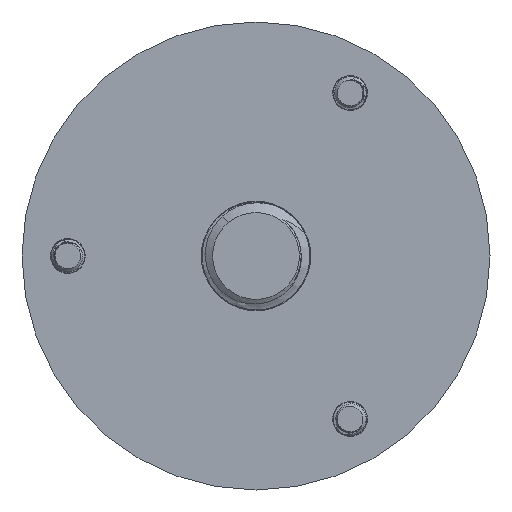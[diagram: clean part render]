
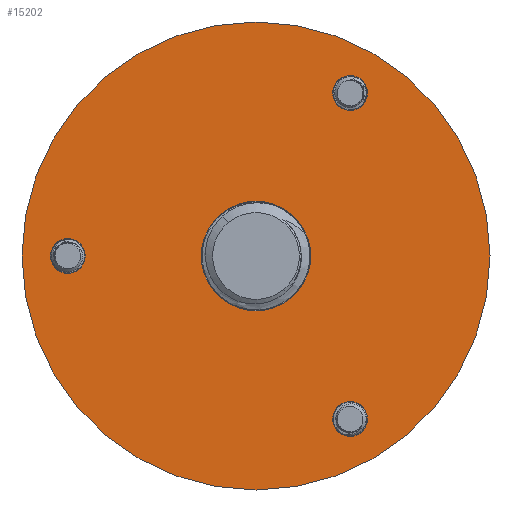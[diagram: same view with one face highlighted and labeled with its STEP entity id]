
A CAD part, front view. The second image highlights one B-rep face of the part: STEP entity #15202.
In plain terms, the highlighted planar face has unit normal (0, -1, 0).
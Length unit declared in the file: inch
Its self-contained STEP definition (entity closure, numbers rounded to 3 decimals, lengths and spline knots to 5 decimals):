
#254 = CARTESIAN_POINT ( 'NONE',  ( 0., 0., -0.32 ) ) ;
#389 = DIRECTION ( 'NONE',  ( 0., 0., 1. ) ) ;
#455 = CARTESIAN_POINT ( 'NONE',  ( 0.55, 0., -0.95263 ) ) ;
#744 = VERTEX_POINT ( 'NONE', #10484 ) ;
#1028 = CARTESIAN_POINT ( 'NONE',  ( 0.55, 0., 0.95263 ) ) ;
#1131 = VERTEX_POINT ( 'NONE', #21289 ) ;
#1214 = FACE_BOUND ( 'NONE', #5712, .T. ) ;
#1297 = DIRECTION ( 'NONE',  ( 0., 1., 0. ) ) ;
#1319 = ORIENTED_EDGE ( 'NONE', *, *, #22060, .T. ) ;
#1620 = CIRCLE ( 'NONE', #3860, 0.32 ) ;
#2156 = CARTESIAN_POINT ( 'NONE',  ( -1.1, 0., 0. ) ) ;
#2903 = DIRECTION ( 'NONE',  ( 0., 0., 1. ) ) ;
#3098 = DIRECTION ( 'NONE',  ( 0., 0., 1. ) ) ;
#3571 = PLANE ( 'NONE',  #15452 ) ;
#3692 = AXIS2_PLACEMENT_3D ( 'NONE', #2156, #4267, #19781 ) ;
#3857 = ORIENTED_EDGE ( 'NONE', *, *, #25106, .F. ) ;
#3860 = AXIS2_PLACEMENT_3D ( 'NONE', #10578, #21424, #25939 ) ;
#4267 = DIRECTION ( 'NONE',  ( 0., 1., 0. ) ) ;
#4627 = EDGE_LOOP ( 'NONE', ( #3857, #18918 ) ) ;
#4796 = EDGE_CURVE ( 'NONE', #11859, #744, #25313, .T. ) ;
#4841 = DIRECTION ( 'NONE',  ( 0., 0., 1. ) ) ;
#5616 = AXIS2_PLACEMENT_3D ( 'NONE', #22200, #24465, #4841 ) ;
#5712 = EDGE_LOOP ( 'NONE', ( #22897, #7110 ) ) ;
#5738 = VERTEX_POINT ( 'NONE', #11752 ) ;
#5963 = CIRCLE ( 'NONE', #3692, 0.1015 ) ;
#6058 = CARTESIAN_POINT ( 'NONE',  ( 0., 0., -1.3675 ) ) ;
#6182 = EDGE_CURVE ( 'NONE', #18910, #19820, #24997, .T. ) ;
#6389 = VERTEX_POINT ( 'NONE', #6058 ) ;
#6866 = DIRECTION ( 'NONE',  ( 0., 1., 0. ) ) ;
#7110 = ORIENTED_EDGE ( 'NONE', *, *, #4796, .T. ) ;
#7568 = FACE_BOUND ( 'NONE', #15571, .T. ) ;
#7838 = DIRECTION ( 'NONE',  ( 0., 1., 0. ) ) ;
#8255 = ORIENTED_EDGE ( 'NONE', *, *, #9868, .T. ) ;
#9441 = CIRCLE ( 'NONE', #13026, 0.1015 ) ;
#9868 = EDGE_CURVE ( 'NONE', #5738, #17286, #27572, .T. ) ;
#10290 = DIRECTION ( 'NONE',  ( 0., 0., 1. ) ) ;
#10484 = CARTESIAN_POINT ( 'NONE',  ( -1.1, 0., 0.1015 ) ) ;
#10578 = CARTESIAN_POINT ( 'NONE',  ( 0., 0., 0. ) ) ;
#10770 = DIRECTION ( 'NONE',  ( 0., 1., 0. ) ) ;
#10901 = AXIS2_PLACEMENT_3D ( 'NONE', #13141, #10770, #19374 ) ;
#11098 = EDGE_CURVE ( 'NONE', #744, #11859, #5963, .T. ) ;
#11500 = CIRCLE ( 'NONE', #5616, 1.3675 ) ;
#11752 = CARTESIAN_POINT ( 'NONE',  ( 0., 0., 0.32 ) ) ;
#11859 = VERTEX_POINT ( 'NONE', #16083 ) ;
#12206 = DIRECTION ( 'NONE',  ( 0., 0., 1. ) ) ;
#12486 = ORIENTED_EDGE ( 'NONE', *, *, #19736, .T. ) ;
#12981 = DIRECTION ( 'NONE',  ( 0., 1., 0. ) ) ;
#13026 = AXIS2_PLACEMENT_3D ( 'NONE', #1028, #1297, #10290 ) ;
#13141 = CARTESIAN_POINT ( 'NONE',  ( 0., 0., 0. ) ) ;
#13846 = DIRECTION ( 'NONE',  ( 0., 0., 1. ) ) ;
#14635 = AXIS2_PLACEMENT_3D ( 'NONE', #26200, #6866, #389 ) ;
#15202 = ADVANCED_FACE ( 'NONE', ( #22650, #26892, #7568, #1214, #20800 ), #3571, .F. ) ;
#15452 = AXIS2_PLACEMENT_3D ( 'NONE', #16707, #7838, #12206 ) ;
#15571 = EDGE_LOOP ( 'NONE', ( #24826, #1319 ) ) ;
#16083 = CARTESIAN_POINT ( 'NONE',  ( -1.1, 0., -0.1015 ) ) ;
#16473 = CIRCLE ( 'NONE', #23253, 0.1015 ) ;
#16609 = CARTESIAN_POINT ( 'NONE',  ( 0., 0., 1.3675 ) ) ;
#16707 = CARTESIAN_POINT ( 'NONE',  ( 0., 0., 0. ) ) ;
#17073 = DIRECTION ( 'NONE',  ( 0., 0., 1. ) ) ;
#17286 = VERTEX_POINT ( 'NONE', #254 ) ;
#17458 = CARTESIAN_POINT ( 'NONE',  ( 0.55, 0., 0.95263 ) ) ;
#17597 = CARTESIAN_POINT ( 'NONE',  ( 0.55, 0., -0.85113 ) ) ;
#17650 = DIRECTION ( 'NONE',  ( 0., 1., 0. ) ) ;
#18679 = CIRCLE ( 'NONE', #14635, 1.3675 ) ;
#18689 = EDGE_CURVE ( 'NONE', #27779, #6389, #11500, .T. ) ;
#18910 = VERTEX_POINT ( 'NONE', #23610 ) ;
#18918 = ORIENTED_EDGE ( 'NONE', *, *, #18689, .F. ) ;
#18928 = ORIENTED_EDGE ( 'NONE', *, *, #6182, .T. ) ;
#19061 = CARTESIAN_POINT ( 'NONE',  ( 0.55, 0., 1.05413 ) ) ;
#19374 = DIRECTION ( 'NONE',  ( 0., 0., 1. ) ) ;
#19490 = CARTESIAN_POINT ( 'NONE',  ( 0.55, 0., -0.95263 ) ) ;
#19736 = EDGE_CURVE ( 'NONE', #17286, #5738, #1620, .T. ) ;
#19781 = DIRECTION ( 'NONE',  ( 0., 0., 1. ) ) ;
#19820 = VERTEX_POINT ( 'NONE', #17597 ) ;
#19885 = EDGE_CURVE ( 'NONE', #26343, #1131, #16473, .T. ) ;
#20123 = DIRECTION ( 'NONE',  ( 0., 1., 0. ) ) ;
#20198 = CARTESIAN_POINT ( 'NONE',  ( -1.1, 0., 0. ) ) ;
#20800 = FACE_OUTER_BOUND ( 'NONE', #4627, .T. ) ;
#21136 = EDGE_LOOP ( 'NONE', ( #27590, #18928 ) ) ;
#21289 = CARTESIAN_POINT ( 'NONE',  ( 0.55, 0., 0.85113 ) ) ;
#21424 = DIRECTION ( 'NONE',  ( 0., 1., 0. ) ) ;
#22060 = EDGE_CURVE ( 'NONE', #1131, #26343, #9441, .T. ) ;
#22200 = CARTESIAN_POINT ( 'NONE',  ( 0., 0., 0. ) ) ;
#22650 = FACE_BOUND ( 'NONE', #27412, .T. ) ;
#22897 = ORIENTED_EDGE ( 'NONE', *, *, #11098, .T. ) ;
#23253 = AXIS2_PLACEMENT_3D ( 'NONE', #17458, #20123, #2903 ) ;
#23512 = AXIS2_PLACEMENT_3D ( 'NONE', #20198, #24588, #13846 ) ;
#23610 = CARTESIAN_POINT ( 'NONE',  ( 0.55, 0., -1.05413 ) ) ;
#24465 = DIRECTION ( 'NONE',  ( 0., 1., 0. ) ) ;
#24561 = AXIS2_PLACEMENT_3D ( 'NONE', #455, #17650, #3098 ) ;
#24588 = DIRECTION ( 'NONE',  ( 0., 1., 0. ) ) ;
#24686 = CIRCLE ( 'NONE', #26918, 0.1015 ) ;
#24826 = ORIENTED_EDGE ( 'NONE', *, *, #19885, .T. ) ;
#24997 = CIRCLE ( 'NONE', #24561, 0.1015 ) ;
#25106 = EDGE_CURVE ( 'NONE', #6389, #27779, #18679, .T. ) ;
#25313 = CIRCLE ( 'NONE', #23512, 0.1015 ) ;
#25939 = DIRECTION ( 'NONE',  ( 0., 0., 1. ) ) ;
#26200 = CARTESIAN_POINT ( 'NONE',  ( 0., 0., 0. ) ) ;
#26291 = EDGE_CURVE ( 'NONE', #19820, #18910, #24686, .T. ) ;
#26343 = VERTEX_POINT ( 'NONE', #19061 ) ;
#26892 = FACE_BOUND ( 'NONE', #21136, .T. ) ;
#26918 = AXIS2_PLACEMENT_3D ( 'NONE', #19490, #12981, #17073 ) ;
#27412 = EDGE_LOOP ( 'NONE', ( #8255, #12486 ) ) ;
#27572 = CIRCLE ( 'NONE', #10901, 0.32 ) ;
#27590 = ORIENTED_EDGE ( 'NONE', *, *, #26291, .T. ) ;
#27779 = VERTEX_POINT ( 'NONE', #16609 ) ;
